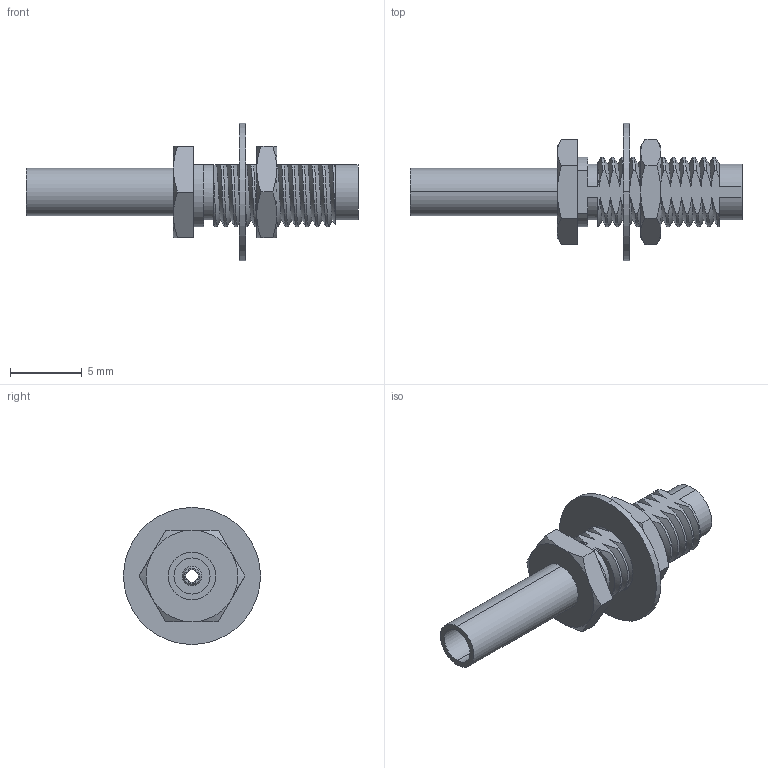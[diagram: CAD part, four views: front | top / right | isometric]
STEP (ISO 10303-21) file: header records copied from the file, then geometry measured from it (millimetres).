
FILE_DESCRIPTION (( 'STEP AP203' ), '1' );
FILE_NAME ('FMCN1858_3D.STEP', '2022-02-18T23:47:50', ( '' ), ( '' ), 'SwSTEP 2.0', 'SolidWorks 2021', '' );
FILE_SCHEMA (( 'CONFIG_CONTROL_DESIGN' ));
Length unit declared in the file: inch
Products named in the file (1): FMCN1858_3D
Bounding box: 23.06 x 9.53 x 9.53 mm (x, y, z)
Volume: 286 mm3; surface area: 789.2 mm2
Topology: 2 solids, 2 shells, 107 faces, 282 edges, 180 vertices
Faces by surface type: cylinder 31, plane 29, bspline 27, cone 20
Entity records: 12555 total; most frequent: CARTESIAN_POINT 10201, ORIENTED_EDGE 564, DIRECTION 365, EDGE_CURVE 282, VERTEX_POINT 180, AXIS2_PLACEMENT_3D 145, EDGE_LOOP 118, ADVANCED_FACE 107
